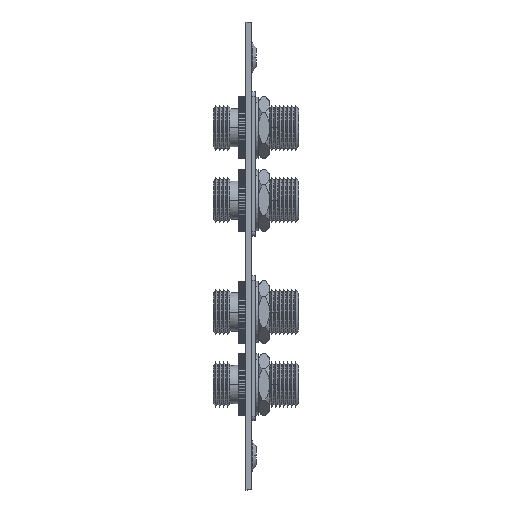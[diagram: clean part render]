
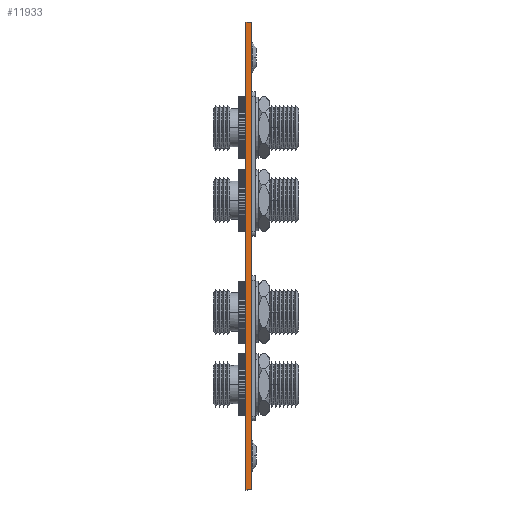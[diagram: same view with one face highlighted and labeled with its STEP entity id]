
A CAD part, left-side view. The second image highlights one B-rep face of the part: STEP entity #11933.
In plain terms, the highlighted planar face has unit normal (-1, 0, 0).
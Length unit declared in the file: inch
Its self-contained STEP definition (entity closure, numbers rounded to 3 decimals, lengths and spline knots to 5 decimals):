
#5752 = CARTESIAN_POINT ( 'NONE',  ( -1.34, 0.04, -1.615 ) ) ;
#5801 = DIRECTION ( 'NONE',  ( 0., 0., 1. ) ) ;
#5802 = VECTOR ( 'NONE', #5801, 39.37008 ) ;
#5803 = CARTESIAN_POINT ( 'NONE',  ( -1.34, 0.04, -1.615 ) ) ;
#5804 = LINE ( 'NONE', #5803, #5802 ) ;
#5900 = CARTESIAN_POINT ( 'NONE',  ( -1.34, 0.04, 1.615 ) ) ;
#6066 = VECTOR ( 'NONE', #6128, 39.37008 ) ;
#6069 = LINE ( 'NONE', #6073, #6066 ) ;
#6072 = AXIS2_PLACEMENT_3D ( 'NONE', #6085, #6124, #6123 ) ;
#6073 = CARTESIAN_POINT ( 'NONE',  ( -1.34, 0.04, -1.615 ) ) ;
#6076 = FACE_OUTER_BOUND ( 'NONE', #12058, .T. ) ;
#6085 = CARTESIAN_POINT ( 'NONE',  ( -1.34, 0.04, -1.615 ) ) ;
#6123 = DIRECTION ( 'NONE',  ( 0., 0., 1. ) ) ;
#6124 = DIRECTION ( 'NONE',  ( -1., 0., 0. ) ) ;
#6127 = PLANE ( 'NONE',  #6072 ) ;
#6128 = DIRECTION ( 'NONE',  ( 0., -1., 0. ) ) ;
#6239 = CARTESIAN_POINT ( 'NONE',  ( -1.34, 0., -1.615 ) ) ;
#6260 = DIRECTION ( 'NONE',  ( 0., -1., 0. ) ) ;
#6261 = VECTOR ( 'NONE', #6260, 39.37008 ) ;
#6262 = CARTESIAN_POINT ( 'NONE',  ( -1.34, 0.04, 1.615 ) ) ;
#6263 = CARTESIAN_POINT ( 'NONE',  ( -1.34, 0., 1.615 ) ) ;
#6265 = DIRECTION ( 'NONE',  ( 0., 0., 1. ) ) ;
#6266 = VECTOR ( 'NONE', #6265, 39.37008 ) ;
#6267 = CARTESIAN_POINT ( 'NONE',  ( -1.34, 0., -1.615 ) ) ;
#6272 = LINE ( 'NONE', #6267, #6266 ) ;
#6288 = LINE ( 'NONE', #6262, #6261 ) ;
#11729 = ORIENTED_EDGE ( 'NONE', *, *, #12037, .T. ) ;
#11738 = EDGE_CURVE ( 'NONE', #11742, #11824, #5804, .T. ) ;
#11742 = VERTEX_POINT ( 'NONE', #5752 ) ;
#11824 = VERTEX_POINT ( 'NONE', #5900 ) ;
#11932 = EDGE_CURVE ( 'NONE', #11742, #12044, #6069, .T. ) ;
#11933 = ADVANCED_FACE ( 'NONE', ( #6076 ), #6127, .T. ) ;
#11936 = ORIENTED_EDGE ( 'NONE', *, *, #12041, .F. ) ;
#12025 = ORIENTED_EDGE ( 'NONE', *, *, #11932, .T. ) ;
#12037 = EDGE_CURVE ( 'NONE', #12044, #12042, #6272, .T. ) ;
#12038 = ORIENTED_EDGE ( 'NONE', *, *, #11738, .F. ) ;
#12041 = EDGE_CURVE ( 'NONE', #11824, #12042, #6288, .T. ) ;
#12042 = VERTEX_POINT ( 'NONE', #6263 ) ;
#12044 = VERTEX_POINT ( 'NONE', #6239 ) ;
#12058 = EDGE_LOOP ( 'NONE', ( #11936, #12038, #12025, #11729 ) ) ;
